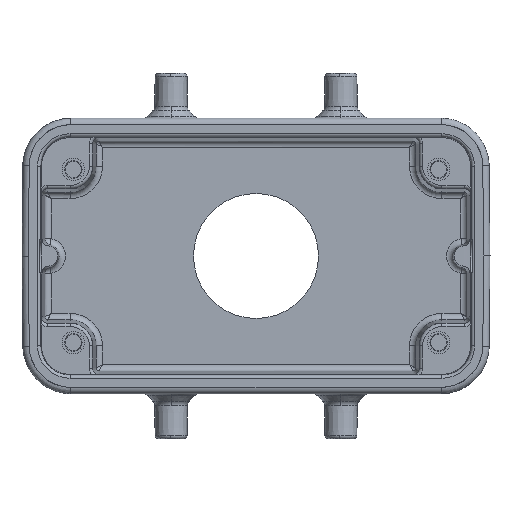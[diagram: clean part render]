
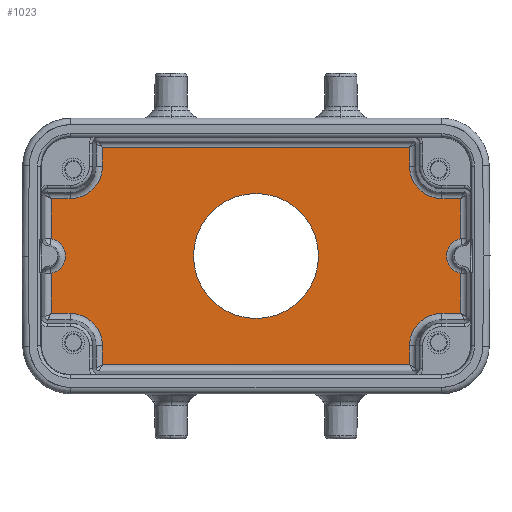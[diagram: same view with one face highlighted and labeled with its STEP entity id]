
A CAD part, front view. The second image highlights one B-rep face of the part: STEP entity #1023.
In plain terms, the highlighted planar face has unit normal (0, -1, 0).
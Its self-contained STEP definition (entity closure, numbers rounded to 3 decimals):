
#174=CIRCLE('',#8301,2.772);
#186=CIRCLE('',#8324,5.054);
#189=CIRCLE('',#8331,9.75);
#190=CIRCLE('',#8332,5.054);
#191=CIRCLE('',#8333,2.772);
#192=CIRCLE('',#8334,5.054);
#193=CIRCLE('',#8335,5.054);
#843=FACE_BOUND('',#2229,.T.);
#844=FACE_BOUND('',#2230,.T.);
#1023=ADVANCED_FACE('',(#843,#844),#1435,.T.);
#1435=PLANE('',#8336);
#2229=EDGE_LOOP('',(#3287));
#2230=EDGE_LOOP('',(#3288,#3289,#3290,#3291,#3292,#3293,#3294,#3295,#3296,
#3297,#3298,#3299,#3300,#3301,#3302,#3303,#3304,#3305,#3306,#3307));
#3287=ORIENTED_EDGE('',*,*,#6118,.F.);
#3288=ORIENTED_EDGE('',*,*,#6071,.F.);
#3289=ORIENTED_EDGE('',*,*,#6095,.T.);
#3290=ORIENTED_EDGE('',*,*,#6106,.T.);
#3291=ORIENTED_EDGE('',*,*,#6109,.F.);
#3292=ORIENTED_EDGE('',*,*,#6117,.T.);
#3293=ORIENTED_EDGE('',*,*,#6119,.T.);
#3294=ORIENTED_EDGE('',*,*,#6120,.T.);
#3295=ORIENTED_EDGE('',*,*,#6121,.F.);
#3296=ORIENTED_EDGE('',*,*,#6122,.T.);
#3297=ORIENTED_EDGE('',*,*,#6123,.T.);
#3298=ORIENTED_EDGE('',*,*,#6124,.F.);
#3299=ORIENTED_EDGE('',*,*,#6125,.T.);
#3300=ORIENTED_EDGE('',*,*,#6126,.T.);
#3301=ORIENTED_EDGE('',*,*,#6127,.F.);
#3302=ORIENTED_EDGE('',*,*,#6128,.T.);
#3303=ORIENTED_EDGE('',*,*,#6129,.T.);
#3304=ORIENTED_EDGE('',*,*,#6130,.T.);
#3305=ORIENTED_EDGE('',*,*,#6131,.F.);
#3306=ORIENTED_EDGE('',*,*,#6132,.T.);
#3307=ORIENTED_EDGE('',*,*,#6075,.T.);
#5229=VERTEX_POINT('',#12866);
#5230=VERTEX_POINT('',#12868);
#5232=VERTEX_POINT('',#12879);
#5246=VERTEX_POINT('',#13086);
#5252=VERTEX_POINT('',#13244);
#5253=VERTEX_POINT('',#13248);
#5258=VERTEX_POINT('',#13267);
#5259=VERTEX_POINT('',#13271);
#5260=VERTEX_POINT('',#13273);
#5261=VERTEX_POINT('',#13275);
#5262=VERTEX_POINT('',#13277);
#5263=VERTEX_POINT('',#13279);
#5264=VERTEX_POINT('',#13281);
#5265=VERTEX_POINT('',#13283);
#5266=VERTEX_POINT('',#13285);
#5267=VERTEX_POINT('',#13287);
#5268=VERTEX_POINT('',#13289);
#5269=VERTEX_POINT('',#13291);
#5270=VERTEX_POINT('',#13293);
#5271=VERTEX_POINT('',#13295);
#5272=VERTEX_POINT('',#13297);
#6071=EDGE_CURVE('',#5229,#5230,#174,.T.);
#6075=EDGE_CURVE('',#5232,#5230,#7073,.T.);
#6095=EDGE_CURVE('',#5229,#5246,#7081,.T.);
#6106=EDGE_CURVE('',#5246,#5252,#7086,.T.);
#6109=EDGE_CURVE('',#5253,#5252,#186,.T.);
#6117=EDGE_CURVE('',#5253,#5258,#7091,.T.);
#6118=EDGE_CURVE('',#5259,#5259,#189,.T.);
#6119=EDGE_CURVE('',#5258,#5260,#7092,.T.);
#6120=EDGE_CURVE('',#5260,#5261,#7093,.T.);
#6121=EDGE_CURVE('',#5262,#5261,#190,.T.);
#6122=EDGE_CURVE('',#5262,#5263,#7094,.T.);
#6123=EDGE_CURVE('',#5263,#5264,#7095,.T.);
#6124=EDGE_CURVE('',#5265,#5264,#191,.T.);
#6125=EDGE_CURVE('',#5265,#5266,#7096,.T.);
#6126=EDGE_CURVE('',#5266,#5267,#7097,.T.);
#6127=EDGE_CURVE('',#5268,#5267,#192,.T.);
#6128=EDGE_CURVE('',#5268,#5269,#7098,.T.);
#6129=EDGE_CURVE('',#5269,#5270,#7099,.T.);
#6130=EDGE_CURVE('',#5270,#5271,#7100,.T.);
#6131=EDGE_CURVE('',#5272,#5271,#193,.T.);
#6132=EDGE_CURVE('',#5272,#5232,#7101,.T.);
#7073=LINE('',#12878,#7721);
#7081=LINE('',#13085,#7729);
#7086=LINE('',#13243,#7734);
#7091=LINE('',#13268,#7739);
#7092=LINE('',#13272,#7740);
#7093=LINE('',#13274,#7741);
#7094=LINE('',#13278,#7742);
#7095=LINE('',#13280,#7743);
#7096=LINE('',#13284,#7744);
#7097=LINE('',#13286,#7745);
#7098=LINE('',#13290,#7746);
#7099=LINE('',#13292,#7747);
#7100=LINE('',#13294,#7748);
#7101=LINE('',#13298,#7749);
#7721=VECTOR('',#9319,1.);
#7729=VECTOR('',#9343,1.);
#7734=VECTOR('',#9362,1.);
#7739=VECTOR('',#9385,1.);
#7740=VECTOR('',#9390,1.);
#7741=VECTOR('',#9391,1.);
#7742=VECTOR('',#9394,1.);
#7743=VECTOR('',#9395,1.);
#7744=VECTOR('',#9398,1.);
#7745=VECTOR('',#9399,1.);
#7746=VECTOR('',#9402,1.);
#7747=VECTOR('',#9403,1.);
#7748=VECTOR('',#9404,1.);
#7749=VECTOR('',#9407,1.);
#8301=AXIS2_PLACEMENT_3D('',#12867,#9309,#9310);
#8324=AXIS2_PLACEMENT_3D('',#13250,#9369,#9370);
#8331=AXIS2_PLACEMENT_3D('',#13270,#9388,#9389);
#8332=AXIS2_PLACEMENT_3D('',#13276,#9392,#9393);
#8333=AXIS2_PLACEMENT_3D('',#13282,#9396,#9397);
#8334=AXIS2_PLACEMENT_3D('',#13288,#9400,#9401);
#8335=AXIS2_PLACEMENT_3D('',#13296,#9405,#9406);
#8336=AXIS2_PLACEMENT_3D('',#13299,#9408,#9409);
#9309=DIRECTION('',(0.,-1.,0.));
#9310=DIRECTION('',(-0.2,0.,0.98));
#9319=DIRECTION('',(0.,0.,1.));
#9343=DIRECTION('',(0.,0.,1.));
#9362=DIRECTION('',(-1.,0.,0.));
#9369=DIRECTION('',(0.,-1.,0.));
#9370=DIRECTION('',(-1.,0.,0.));
#9385=DIRECTION('',(0.,0.,1.));
#9388=DIRECTION('',(0.,-1.,0.));
#9389=DIRECTION('',(0.,0.,-1.));
#9390=DIRECTION('',(-1.,0.,0.));
#9391=DIRECTION('',(0.,0.,-1.));
#9392=DIRECTION('',(0.,-1.,0.));
#9393=DIRECTION('',(0.,0.,-1.));
#9394=DIRECTION('',(-1.,0.,0.));
#9395=DIRECTION('',(0.,0.,-1.));
#9396=DIRECTION('',(0.,-1.,0.));
#9397=DIRECTION('',(0.2,0.,-0.98));
#9398=DIRECTION('',(0.,0.,-1.));
#9399=DIRECTION('',(1.,0.,0.));
#9400=DIRECTION('',(0.,-1.,0.));
#9401=DIRECTION('',(1.,0.,0.));
#9402=DIRECTION('',(0.,0.,-1.));
#9403=DIRECTION('',(1.,0.,0.));
#9404=DIRECTION('',(0.,0.,1.));
#9405=DIRECTION('',(0.,-1.,0.));
#9406=DIRECTION('',(0.,0.,1.));
#9407=DIRECTION('',(1.,0.,0.));
#9408=DIRECTION('',(0.,-1.,0.));
#9409=DIRECTION('',(0.,0.,-1.));
#12866=CARTESIAN_POINT('',(31.947,19.35,2.716));
#12867=CARTESIAN_POINT('',(32.5,19.35,0.));
#12868=CARTESIAN_POINT('',(31.947,19.35,-2.716));
#12878=CARTESIAN_POINT('',(31.947,19.35,-8.947));
#12879=CARTESIAN_POINT('',(31.947,19.35,-8.947));
#13085=CARTESIAN_POINT('',(31.947,19.35,2.716));
#13086=CARTESIAN_POINT('',(31.947,19.35,8.947));
#13243=CARTESIAN_POINT('',(31.947,19.35,8.947));
#13244=CARTESIAN_POINT('',(29.,19.35,8.946));
#13248=CARTESIAN_POINT('',(23.947,19.35,14.));
#13250=CARTESIAN_POINT('',(29.,19.35,14.));
#13267=CARTESIAN_POINT('',(23.947,19.35,16.947));
#13268=CARTESIAN_POINT('',(23.947,19.35,14.));
#13270=CARTESIAN_POINT('',(0.,19.35,0.));
#13271=CARTESIAN_POINT('',(0.,19.35,-9.75));
#13272=CARTESIAN_POINT('',(23.947,19.35,16.947));
#13273=CARTESIAN_POINT('',(-23.947,19.35,16.947));
#13274=CARTESIAN_POINT('',(-23.947,19.35,16.947));
#13275=CARTESIAN_POINT('',(-23.946,19.35,14.));
#13276=CARTESIAN_POINT('',(-29.,19.35,14.));
#13277=CARTESIAN_POINT('',(-29.,19.35,8.947));
#13278=CARTESIAN_POINT('',(-29.,19.35,8.947));
#13279=CARTESIAN_POINT('',(-31.947,19.35,8.947));
#13280=CARTESIAN_POINT('',(-31.947,19.35,8.947));
#13281=CARTESIAN_POINT('',(-31.947,19.35,2.716));
#13282=CARTESIAN_POINT('',(-32.5,19.35,0.));
#13283=CARTESIAN_POINT('',(-31.947,19.35,-2.717));
#13284=CARTESIAN_POINT('',(-31.947,19.35,-2.716));
#13285=CARTESIAN_POINT('',(-31.947,19.35,-8.947));
#13286=CARTESIAN_POINT('',(-31.947,19.35,-8.947));
#13287=CARTESIAN_POINT('',(-29.,19.35,-8.947));
#13288=CARTESIAN_POINT('',(-29.,19.35,-14.));
#13289=CARTESIAN_POINT('',(-23.946,19.35,-14.));
#13290=CARTESIAN_POINT('',(-23.947,19.35,-14.));
#13291=CARTESIAN_POINT('',(-23.947,19.35,-16.947));
#13292=CARTESIAN_POINT('',(-23.947,19.35,-16.947));
#13293=CARTESIAN_POINT('',(23.947,19.35,-16.947));
#13294=CARTESIAN_POINT('',(23.947,19.35,-16.947));
#13295=CARTESIAN_POINT('',(23.946,19.35,-14.));
#13296=CARTESIAN_POINT('',(29.,19.35,-14.));
#13297=CARTESIAN_POINT('',(29.,19.35,-8.947));
#13298=CARTESIAN_POINT('',(29.,19.35,-8.947));
#13299=CARTESIAN_POINT('',(0.,19.35,-21.5));
